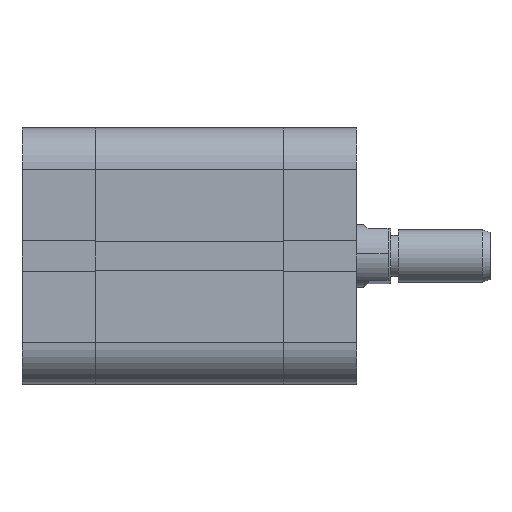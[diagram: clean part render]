
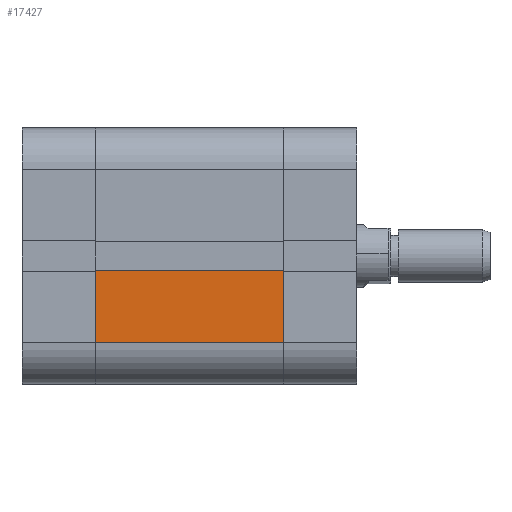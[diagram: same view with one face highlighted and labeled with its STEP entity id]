
A CAD part, front view. The second image highlights one B-rep face of the part: STEP entity #17427.
In plain terms, the highlighted planar face has unit normal (0, -1, 0).
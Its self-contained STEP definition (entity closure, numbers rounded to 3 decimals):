
#69 = DIRECTION ( 'NONE',  ( 1., 0., 0. ) ) ;
#516 = PLANE ( 'NONE',  #29420 ) ;
#698 = DIRECTION ( 'NONE',  ( 0., 0., -1. ) ) ;
#1071 = DIRECTION ( 'NONE',  ( -1., 0., 0. ) ) ;
#2686 = EDGE_CURVE ( 'NONE', #13146, #13244, #14547, .T. ) ;
#3099 = CARTESIAN_POINT ( 'NONE',  ( 36., -24.5, -16.5 ) ) ;
#3403 = DIRECTION ( 'NONE',  ( 0., 1., 0. ) ) ;
#3980 = EDGE_LOOP ( 'NONE', ( #21037, #15492, #16089, #10599 ) ) ;
#5489 = CARTESIAN_POINT ( 'NONE',  ( 36., -24.5, -24.5 ) ) ;
#7815 = CARTESIAN_POINT ( 'NONE',  ( 36., -24.5, -24.5 ) ) ;
#8134 = EDGE_CURVE ( 'NONE', #9855, #18836, #30831, .T. ) ;
#9227 = CARTESIAN_POINT ( 'NONE',  ( 0., -24.5, -16.5 ) ) ;
#9855 = VERTEX_POINT ( 'NONE', #20397 ) ;
#10599 = ORIENTED_EDGE ( 'NONE', *, *, #29015, .F. ) ;
#10777 = DIRECTION ( 'NONE',  ( 0., 0., 1. ) ) ;
#11560 = VECTOR ( 'NONE', #27437, 1000. ) ;
#13146 = VERTEX_POINT ( 'NONE', #9227 ) ;
#13244 = VERTEX_POINT ( 'NONE', #3099 ) ;
#13584 = VECTOR ( 'NONE', #69, 1000. ) ;
#14547 = LINE ( 'NONE', #29500, #13584 ) ;
#15492 = ORIENTED_EDGE ( 'NONE', *, *, #22168, .T. ) ;
#16089 = ORIENTED_EDGE ( 'NONE', *, *, #2686, .T. ) ;
#17427 = ADVANCED_FACE ( 'NONE', ( #20742 ), #516, .F. ) ;
#18836 = VERTEX_POINT ( 'NONE', #26019 ) ;
#20397 = CARTESIAN_POINT ( 'NONE',  ( 36., -24.5, -2.8 ) ) ;
#20742 = FACE_OUTER_BOUND ( 'NONE', #3980, .T. ) ;
#21037 = ORIENTED_EDGE ( 'NONE', *, *, #8134, .T. ) ;
#22168 = EDGE_CURVE ( 'NONE', #18836, #13146, #25118, .T. ) ;
#23682 = VECTOR ( 'NONE', #1071, 1000. ) ;
#24440 = VECTOR ( 'NONE', #698, 1000. ) ;
#25118 = LINE ( 'NONE', #27382, #24440 ) ;
#26019 = CARTESIAN_POINT ( 'NONE',  ( 0., -24.5, -2.8 ) ) ;
#27382 = CARTESIAN_POINT ( 'NONE',  ( 0., -24.5, -24.5 ) ) ;
#27437 = DIRECTION ( 'NONE',  ( 0., 0., -1. ) ) ;
#27755 = CARTESIAN_POINT ( 'NONE',  ( 36.001, -24.5, -2.8 ) ) ;
#29015 = EDGE_CURVE ( 'NONE', #9855, #13244, #29866, .T. ) ;
#29420 = AXIS2_PLACEMENT_3D ( 'NONE', #5489, #3403, #10777 ) ;
#29500 = CARTESIAN_POINT ( 'NONE',  ( 36., -24.5, -16.5 ) ) ;
#29866 = LINE ( 'NONE', #7815, #11560 ) ;
#30831 = LINE ( 'NONE', #27755, #23682 ) ;
